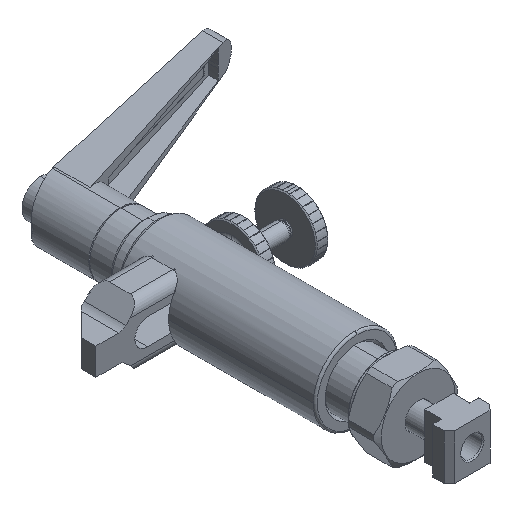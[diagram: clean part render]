
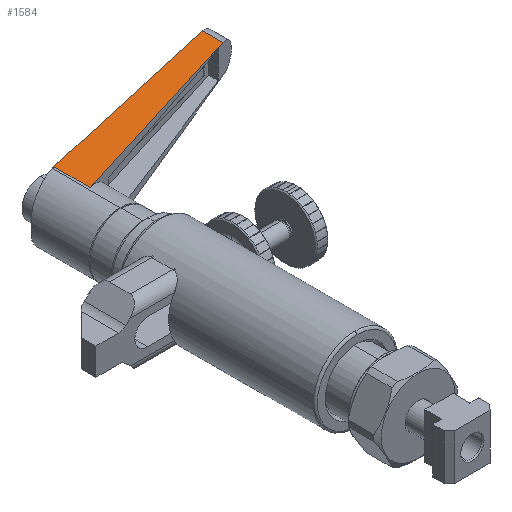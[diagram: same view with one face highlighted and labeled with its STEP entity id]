
A CAD part, isometric view. The second image highlights one B-rep face of the part: STEP entity #1584.
In plain terms, the highlighted planar face has unit normal (0.079, 0, 0.997).
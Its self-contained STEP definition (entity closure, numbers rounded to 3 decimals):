
#1584=ADVANCED_FACE('',(#3189),#3190,.F.);
#3189=FACE_OUTER_BOUND('',#4811,.T.);
#3190=PLANE('',#4812);
#4811=EDGE_LOOP('',(#9179,#9180,#9181,#9182));
#4812=AXIS2_PLACEMENT_3D('',#9183,#9184,#9185);
#9179=ORIENTED_EDGE('',*,*,#10971,.F.);
#9180=ORIENTED_EDGE('',*,*,#10931,.T.);
#9181=ORIENTED_EDGE('',*,*,#10955,.F.);
#9182=ORIENTED_EDGE('',*,*,#11019,.F.);
#9183=CARTESIAN_POINT('',(1.188,207.,14.953));
#9184=DIRECTION('',(-0.079,0.0,-0.997));
#9185=DIRECTION('',(-0.997,0.0,0.079));
#10931=EDGE_CURVE('',#13295,#13293,#13296,.T.);
#10955=EDGE_CURVE('',#13331,#13293,#13333,.T.);
#10971=EDGE_CURVE('',#13295,#13361,#13362,.T.);
#11019=EDGE_CURVE('',#13361,#13331,#13432,.T.);
#13293=VERTEX_POINT('',#16796);
#13295=VERTEX_POINT('',#16798);
#13296=LINE('',#16799,#16800);
#13331=VERTEX_POINT('',#16850);
#13333=LINE('',#16852,#16853);
#13361=VERTEX_POINT('',#16889);
#13362=LINE('',#16890,#16891);
#13432=LINE('',#17015,#17016);
#16796=CARTESIAN_POINT('',(1.188,158.924,14.953));
#16798=CARTESIAN_POINT('',(1.188,176.372,14.953));
#16799=CARTESIAN_POINT('',(1.188,176.372,14.953));
#16800=VECTOR('',#19009,17.449);
#16850=CARTESIAN_POINT('',(101.554,195.454,6.978));
#16852=CARTESIAN_POINT('',(101.554,195.454,6.978));
#16853=VECTOR('',#19048,107.105);
#16889=CARTESIAN_POINT('',(101.554,205.152,6.978));
#16890=CARTESIAN_POINT('',(1.188,176.372,14.953));
#16891=VECTOR('',#19075,104.715);
#17015=CARTESIAN_POINT('',(101.554,205.152,6.978));
#17016=VECTOR('',#19136,9.698);
#19009=DIRECTION('',(0.0,-1.0,0.0));
#19048=DIRECTION('',(-0.937,-0.341,0.074));
#19075=DIRECTION('',(0.958,0.275,-0.076));
#19136=DIRECTION('',(0.0,-1.0,0.0));
